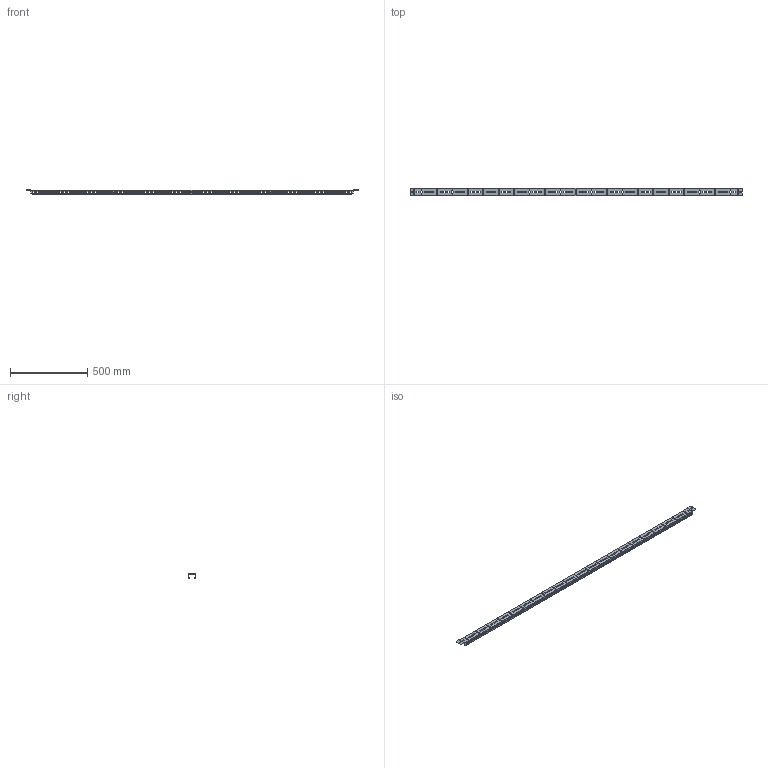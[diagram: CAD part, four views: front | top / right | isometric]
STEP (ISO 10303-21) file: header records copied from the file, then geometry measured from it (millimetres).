
FILE_DESCRIPTION (( 'STEP AP203' ), '1' );
FILE_NAME ('QB09C358.step', '2011-01-20T13:31:15', ( 'User' ), ( 'DKC' ), 'SwSTEP 2.0', 'SolidWorks 2010', '' );
FILE_SCHEMA (( 'CONFIG_CONTROL_DESIGN' ));
Products named in the file (1): QB09C358
Bounding box: 2147.5 x 50 x 26.64 mm (x, y, z)
Volume: 314812.4 mm3; surface area: 444895.9 mm2
Topology: 1 solids, 1 shells, 1586 faces, 4692 edges, 3108 vertices
Faces by surface type: plane 1062, cylinder 524
Entity records: 54873 total; most frequent: CARTESIAN_POINT 9387, ORIENTED_EDGE 9384, DIRECTION 8918, EDGE_CURVE 4692, LINE 3640, VECTOR 3640, VERTEX_POINT 3108, AXIS2_PLACEMENT_3D 2639
